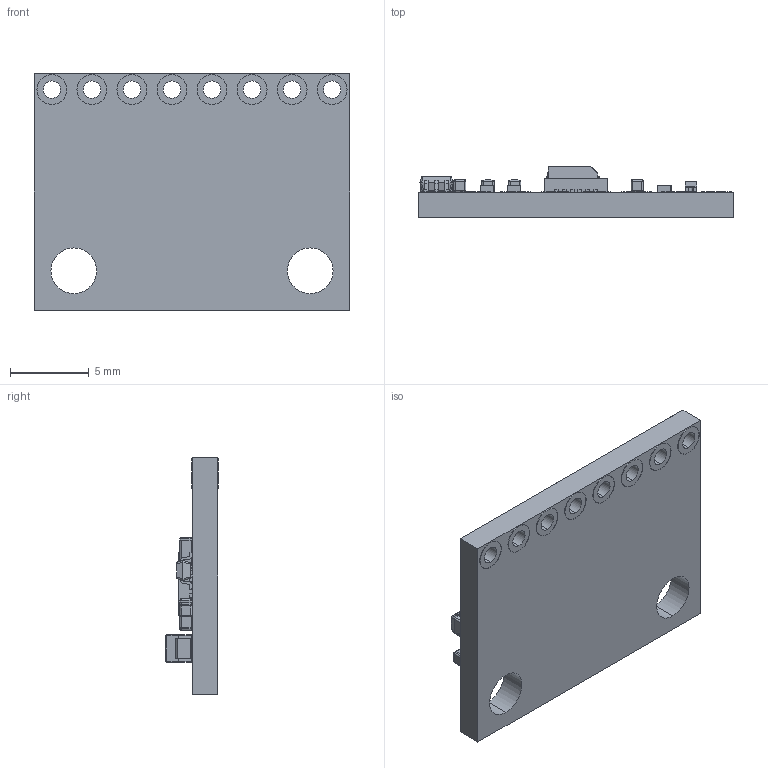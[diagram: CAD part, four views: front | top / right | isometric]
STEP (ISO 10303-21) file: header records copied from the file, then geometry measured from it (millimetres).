
FILE_DESCRIPTION (( 'STEP AP214' ), '1' );
FILE_NAME ('GY-521N.STEP', '2017-12-29T12:30:47', ( 'Microsoft' ), ( 'Microsoft' ), 'SwSTEP 2.0', 'SolidWorks 2017', '' );
FILE_SCHEMA (( 'AUTOMOTIVE_DESIGN' ));
Length unit declared in the file: millimetre
Products named in the file (8): User Library-GY-521_User Library-RESC1608X05N; User Library-GY-521_User Library-0603(1608M) Cap; User Library-GY-521_User Library-sot353_По умолчанию; User Library-GY-521_User Library-CAP_TANT_3216-18_A_case-1; User Library-GY-521_User Library-mpu-6050_qfn-24; User Library-GY-521_placa_Valor predeterminado; GY-521N; User Library-GY-521_User Library-LED SMD0603
Assembly tree (15 placements, depth 2):
  GY-521N
    User Library-GY-521_placa_Valor predeterminado
    User Library-GY-521_User Library-mpu-6050_qfn-24
    User Library-GY-521_User Library-CAP_TANT_3216-18_A_case-1
    User Library-GY-521_User Library-sot353_По умолчанию
    User Library-GY-521_User Library-0603(1608M) Cap  x6
    User Library-GY-521_User Library-RESC1608X05N  x4
    User Library-GY-521_User Library-LED SMD0603
Bounding box: 20 x 3.31 x 15 mm (x, y, z)
Volume: 483.8 mm3; surface area: 934.4 mm2
Topology: 33 solids, 33 shells, 2326 faces, 5928 edges, 3689 vertices
Faces by surface type: bspline 1080, plane 826, cylinder 414, sphere 6
Entity records: 41318 total; most frequent: CARTESIAN_POINT 12528, ORIENTED_EDGE 4656, DIRECTION 3363, EDGE_CURVE 2328, LINE 1511, VECTOR 1511, VERTEX_POINT 1499, EDGE_LOOP 985
